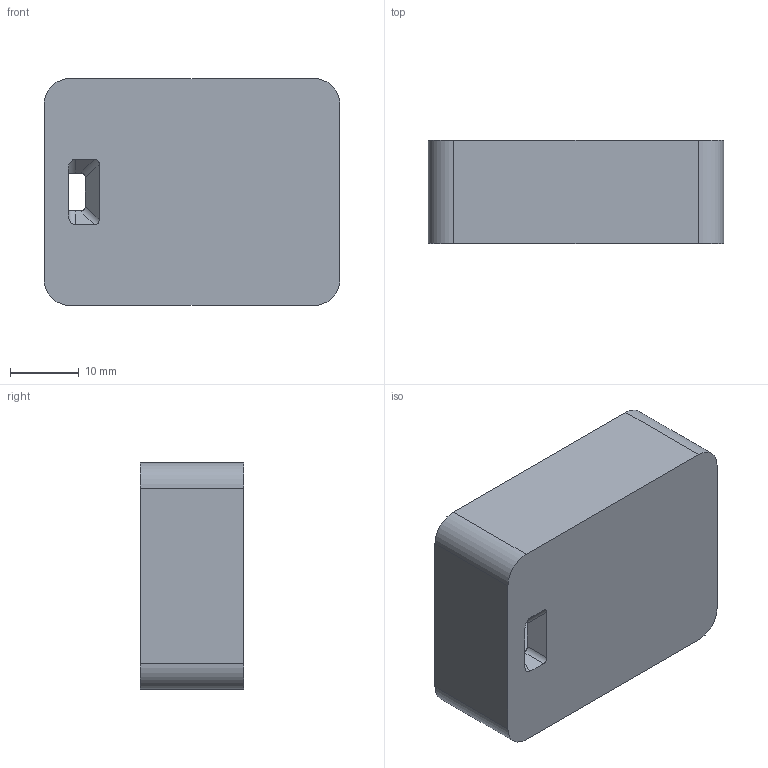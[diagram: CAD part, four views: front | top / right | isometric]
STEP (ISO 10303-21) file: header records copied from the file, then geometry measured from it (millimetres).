
FILE_DESCRIPTION (( 'STEP AP214' ), '1' );
FILE_NAME ('twoKeyBase.STEP', '2021-02-06T13:09:59', ( '' ), ( '' ), 'SwSTEP 2.0', 'SolidWorks 2018', '' );
FILE_SCHEMA (( 'AUTOMOTIVE_DESIGN' ));
Length unit declared in the file: millimetre
Products named in the file (1): twoKeyBase
Bounding box: 43 x 15 x 33 mm (x, y, z)
Volume: 11246.3 mm3; surface area: 7094 mm2
Topology: 1 solids, 1 shells, 46 faces, 118 edges, 78 vertices
Faces by surface type: plane 28, cylinder 18
Entity records: 1436 total; most frequent: CARTESIAN_POINT 267, ORIENTED_EDGE 236, DIRECTION 232, EDGE_CURVE 118, LINE 82, VECTOR 82, VERTEX_POINT 78, AXIS2_PLACEMENT_3D 75
